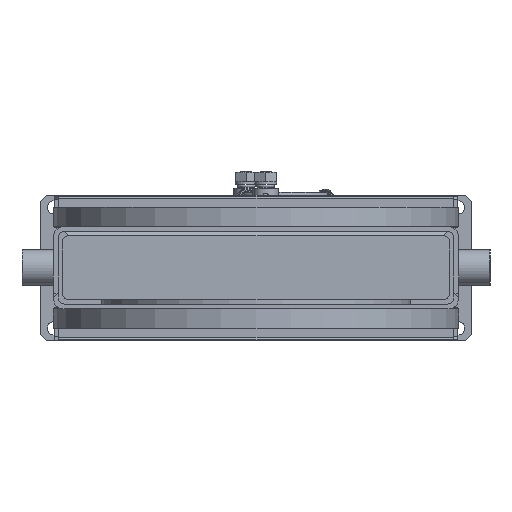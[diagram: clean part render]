
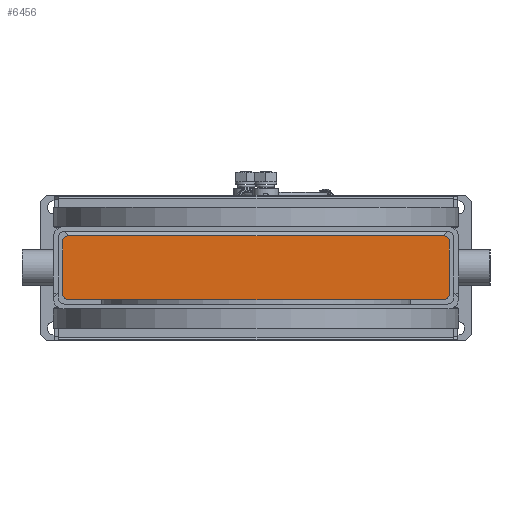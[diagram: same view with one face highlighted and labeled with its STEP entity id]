
A CAD part, front view. The second image highlights one B-rep face of the part: STEP entity #6456.
In plain terms, the highlighted planar face has unit normal (0, -1, 0).
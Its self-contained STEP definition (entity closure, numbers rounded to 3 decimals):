
#6456=ADVANCED_FACE('',(#13661),#13663,.T.);
#13661=FACE_BOUND('',#13662,.T.);
#13662=EDGE_LOOP('',(#17464,#17465,#17466,#17467,#17468,#17469,#17470,#17471));
#13663=PLANE('',#13664);
#13664=AXIS2_PLACEMENT_3D('',#13665,#13666,#13667);
#13665=CARTESIAN_POINT('',(-163.5,-167.5,-30.));
#13666=DIRECTION('',(0.,-1.,0.));
#13667=DIRECTION('',(-1.,0.,0.));
#17464=ORIENTED_EDGE('',*,*,#19962,.T.);
#17465=ORIENTED_EDGE('',*,*,#19963,.T.);
#17466=ORIENTED_EDGE('',*,*,#19964,.T.);
#17467=ORIENTED_EDGE('',*,*,#19965,.T.);
#17468=ORIENTED_EDGE('',*,*,#19966,.T.);
#17469=ORIENTED_EDGE('',*,*,#19967,.T.);
#17470=ORIENTED_EDGE('',*,*,#19960,.T.);
#17471=ORIENTED_EDGE('',*,*,#19968,.T.);
#19960=EDGE_CURVE('',#24061,#24059,#24062,.T.);
#19962=EDGE_CURVE('',#24064,#24065,#24066,.T.);
#19963=EDGE_CURVE('',#24065,#24067,#24068,.T.);
#19964=EDGE_CURVE('',#24067,#24069,#24070,.T.);
#19965=EDGE_CURVE('',#24069,#24071,#24072,.T.);
#19966=EDGE_CURVE('',#24071,#24073,#24074,.T.);
#19967=EDGE_CURVE('',#24073,#24061,#24075,.T.);
#19968=EDGE_CURVE('',#24059,#24064,#24076,.T.);
#24059=VERTEX_POINT('',#38683);
#24061=VERTEX_POINT('',#38687);
#24062=LINE('',#38688,#38689);
#24064=VERTEX_POINT('',#38694);
#24065=VERTEX_POINT('',#38695);
#24066=LINE('',#38696,#38697);
#24067=VERTEX_POINT('',#38699);
#24068=CIRCLE('',#38700,5.);
#24069=VERTEX_POINT('',#38704);
#24070=LINE('',#38705,#38706);
#24071=VERTEX_POINT('',#38708);
#24072=CIRCLE('',#38709,5.);
#24073=VERTEX_POINT('',#38713);
#24074=LINE('',#38714,#38715);
#24075=CIRCLE('',#38717,5.);
#24076=CIRCLE('',#38721,5.);
#38683=CARTESIAN_POINT('',(-154.925,-167.5,26.425));
#38687=CARTESIAN_POINT('',(154.925,-167.5,26.425));
#38688=CARTESIAN_POINT('',(154.925,-167.5,26.425));
#38689=VECTOR('',#38690,1.);
#38690=DIRECTION('',(-1.,0.,0.));
#38694=CARTESIAN_POINT('',(-159.925,-167.5,21.425));
#38695=CARTESIAN_POINT('',(-159.925,-167.5,-21.425));
#38696=CARTESIAN_POINT('',(-159.925,-167.5,21.425));
#38697=VECTOR('',#38698,1.);
#38698=DIRECTION('',(0.,0.,-1.));
#38699=CARTESIAN_POINT('',(-154.925,-167.5,-26.425));
#38700=AXIS2_PLACEMENT_3D('',#38701,#38702,#38703);
#38701=CARTESIAN_POINT('',(-154.925,-167.5,-21.425));
#38702=DIRECTION('',(0.,-1.,0.));
#38703=DIRECTION('',(-1.,0.,0.));
#38704=CARTESIAN_POINT('',(154.925,-167.5,-26.425));
#38705=CARTESIAN_POINT('',(-154.925,-167.5,-26.425));
#38706=VECTOR('',#38707,1.);
#38707=DIRECTION('',(1.,0.,0.));
#38708=CARTESIAN_POINT('',(159.925,-167.5,-21.425));
#38709=AXIS2_PLACEMENT_3D('',#38710,#38711,#38712);
#38710=CARTESIAN_POINT('',(154.925,-167.5,-21.425));
#38711=DIRECTION('',(0.,-1.,0.));
#38712=DIRECTION('',(0.,0.,-1.));
#38713=CARTESIAN_POINT('',(159.925,-167.5,21.425));
#38714=CARTESIAN_POINT('',(159.925,-167.5,-21.425));
#38715=VECTOR('',#38716,1.);
#38716=DIRECTION('',(0.,0.,1.));
#38717=AXIS2_PLACEMENT_3D('',#38718,#38719,#38720);
#38718=CARTESIAN_POINT('',(154.925,-167.5,21.425));
#38719=DIRECTION('',(0.,-1.,0.));
#38720=DIRECTION('',(1.,0.,0.));
#38721=AXIS2_PLACEMENT_3D('',#38722,#38723,#38724);
#38722=CARTESIAN_POINT('',(-154.925,-167.5,21.425));
#38723=DIRECTION('',(0.,-1.,0.));
#38724=DIRECTION('',(0.,0.,1.));
